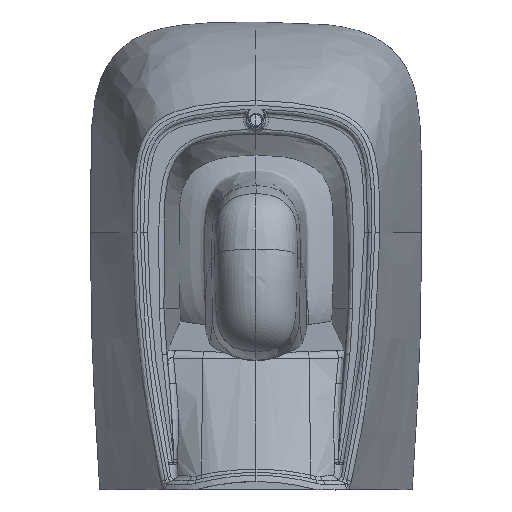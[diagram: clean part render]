
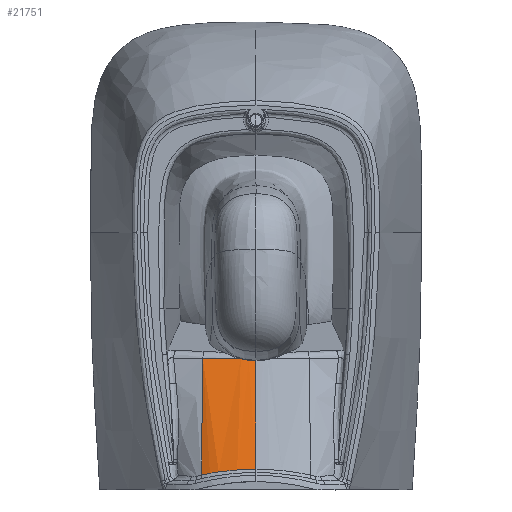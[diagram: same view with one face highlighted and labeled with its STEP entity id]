
A CAD part, front view. The second image highlights one B-rep face of the part: STEP entity #21751.
In plain terms, the highlighted free-form (B-spline) face has degree [3, 3] with [6, 4] control points.
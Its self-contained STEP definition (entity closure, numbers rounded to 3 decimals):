
#2510=DIRECTION('',(-0.011,-0.251,-0.968));
#2511=VECTOR('',#2510,126.398);
#2512=CARTESIAN_POINT('',(-55.855,-272.831,
132.978));
#2513=LINE('',#2512,#2511);
#2537=CARTESIAN_POINT('',(-55.855,-272.831,
132.978));
#3580=CARTESIAN_POINT('',(0.,-277.318,
130.79));
#3582=CARTESIAN_POINT('',(0.,-277.318,
130.79));
#3583=CARTESIAN_POINT('',(-1.994,-277.318,
130.79));
#3584=CARTESIAN_POINT('',(-5.883,-277.242,
130.932));
#3585=CARTESIAN_POINT('',(-11.232,-276.924,
131.562));
#3586=CARTESIAN_POINT('',(-14.46,-276.605,
132.212));
#3587=CARTESIAN_POINT('',(-15.992,-276.425,
132.589));
#3619=CARTESIAN_POINT('',(0.,-314.796,
16.635));
#3620=CARTESIAN_POINT('',(-0.319,-314.796,
16.635));
#3621=CARTESIAN_POINT('',(-1.923,-314.793,
16.633));
#3622=CARTESIAN_POINT('',(-4.934,-314.751,
16.607));
#3623=CARTESIAN_POINT('',(-9.165,-314.607,
16.52));
#3624=CARTESIAN_POINT('',(-13.796,-314.346,
16.359));
#3625=CARTESIAN_POINT('',(-18.861,-313.931,
16.097));
#3626=CARTESIAN_POINT('',(-24.394,-313.313,
15.7));
#3627=CARTESIAN_POINT('',(-30.421,-312.428,
15.125));
#3628=CARTESIAN_POINT('',(-36.717,-311.235,
14.354));
#3629=CARTESIAN_POINT('',(-42.905,-309.744,
13.42));
#3630=CARTESIAN_POINT('',(-48.516,-308.063,
12.427));
#3631=CARTESIAN_POINT('',(-53.241,-306.346,
11.495));
#3632=CARTESIAN_POINT('',(-56.031,-305.152,
10.905));
#3633=CARTESIAN_POINT('',(-57.243,-304.595,
10.644));
#3635=DIRECTION('',(0.,0.312,0.95));
#3636=VECTOR('',#3635,120.149);
#3637=CARTESIAN_POINT('',(0.,-314.796,
16.635));
#3638=LINE('',#3637,#3636);
#3820=CARTESIAN_POINT('',(-15.992,-276.425,
132.589));
#3822=CARTESIAN_POINT('',(-15.992,-276.425,
132.589));
#3823=CARTESIAN_POINT('',(-20.52,-276.247,
132.612));
#3824=CARTESIAN_POINT('',(-29.514,-275.739,
132.673));
#3825=CARTESIAN_POINT('',(-42.809,-274.535,
132.805));
#3826=CARTESIAN_POINT('',(-51.531,-273.445,
132.917));
#3827=CARTESIAN_POINT('',(-55.855,-272.831,
132.978));
#11453=VERTEX_POINT('',#2537);
#11455=CARTESIAN_POINT('',(-57.243,-304.595,
10.644));
#11456=VERTEX_POINT('',#11455);
#11518=VERTEX_POINT('',#3820);
#11523=VERTEX_POINT('',#3580);
#11533=CARTESIAN_POINT('',(0.,-314.796,
16.635));
#11534=VERTEX_POINT('',#11533);
#21716=CARTESIAN_POINT('',(0.588,-317.597,
8.1));
#21717=CARTESIAN_POINT('',(0.564,-303.715,
50.384));
#21718=CARTESIAN_POINT('',(0.54,-289.833,
92.668));
#21719=CARTESIAN_POINT('',(0.515,-275.951,
134.952));
#21720=CARTESIAN_POINT('',(0.392,-317.598,
8.1));
#21721=CARTESIAN_POINT('',(0.376,-303.716,
50.384));
#21722=CARTESIAN_POINT('',(0.36,-289.834,
92.668));
#21723=CARTESIAN_POINT('',(0.343,-275.952,
134.952));
#21724=CARTESIAN_POINT('',(-21.165,-317.634,
8.099));
#21725=CARTESIAN_POINT('',(-20.291,-303.744,
50.383));
#21726=CARTESIAN_POINT('',(-19.417,-289.854,
92.666));
#21727=CARTESIAN_POINT('',(-18.542,-275.963,
134.95));
#21728=CARTESIAN_POINT('',(-41.941,-313.401,
8.13));
#21729=CARTESIAN_POINT('',(-40.499,-300.481,
50.51));
#21730=CARTESIAN_POINT('',(-39.057,-287.56,
92.891));
#21731=CARTESIAN_POINT('',(-37.616,-274.64,
135.272));
#21732=CARTESIAN_POINT('',(-57.62,-305.048,
8.19));
#21733=CARTESIAN_POINT('',(-57.16,-294.037,
50.764));
#21734=CARTESIAN_POINT('',(-56.699,-283.026,
93.338));
#21735=CARTESIAN_POINT('',(-56.239,-272.015,
135.912));
#21736=CARTESIAN_POINT('',(-57.793,-304.955,
8.19));
#21737=CARTESIAN_POINT('',(-57.344,-293.965,
50.766));
#21738=CARTESIAN_POINT('',(-56.895,-282.975,
93.343));
#21739=CARTESIAN_POINT('',(-56.445,-271.986,
135.919));
#21740=B_SPLINE_SURFACE_WITH_KNOTS('',3,3,((#21716,#21717,#21718,#21719),
(#21720,#21721,#21722,#21723),(#21724,#21725,#21726,#21727),(#21728,#21729,
#21730,#21731),(#21732,#21733,#21734,#21735),(#21736,#21737,#21738,#21739)),
.UNSPECIFIED.,.F.,.F.,.F.,(4,1,1,4),(4,4),(-0.009,0.,1.,
1.011),(0.092,0.981),.UNSPECIFIED.);
#21742=ORIENTED_EDGE('',*,*,#21741,.F.);
#21744=ORIENTED_EDGE('',*,*,#21743,.T.);
#21745=ORIENTED_EDGE('',*,*,#16799,.F.);
#21747=ORIENTED_EDGE('',*,*,#21746,.F.);
#21748=ORIENTED_EDGE('',*,*,#21703,.F.);
#21749=EDGE_LOOP('',(#21742,#21744,#21745,#21747,#21748));
#21750=FACE_OUTER_BOUND('',#21749,.F.);
#21751=ADVANCED_FACE('',(#21750),#21740,.F.);
#3588=B_SPLINE_CURVE_WITH_KNOTS('',3,(#3582,#3583,#3584,#3585,#3586,#3587),
.UNSPECIFIED.,.F.,.F.,(4,1,1,4),(0.,0.333,0.667,1.),
.UNSPECIFIED.);
#3634=B_SPLINE_CURVE_WITH_KNOTS('',3,(#3619,#3620,#3621,#3622,#3623,#3624,#3625,
#3626,#3627,#3628,#3629,#3630,#3631,#3632,#3633),.UNSPECIFIED.,.F.,.F.,(4,1,1,1,
1,1,1,1,1,1,1,1,4),(0.,0.016,0.081,0.152,
0.23,0.316,0.409,0.513,
0.626,0.737,0.84,0.93,1.),
.UNSPECIFIED.);
#3828=B_SPLINE_CURVE_WITH_KNOTS('',3,(#3822,#3823,#3824,#3825,#3826,#3827),
.UNSPECIFIED.,.F.,.F.,(4,1,1,4),(0.,0.333,0.667,1.),
.UNSPECIFIED.);
#16799=EDGE_CURVE('',#11453,#11456,#2513,.T.);
#21703=EDGE_CURVE('',#11523,#11518,#3588,.T.);
#21741=EDGE_CURVE('',#11534,#11523,#3638,.T.);
#21743=EDGE_CURVE('',#11534,#11456,#3634,.T.);
#21746=EDGE_CURVE('',#11518,#11453,#3828,.T.);
